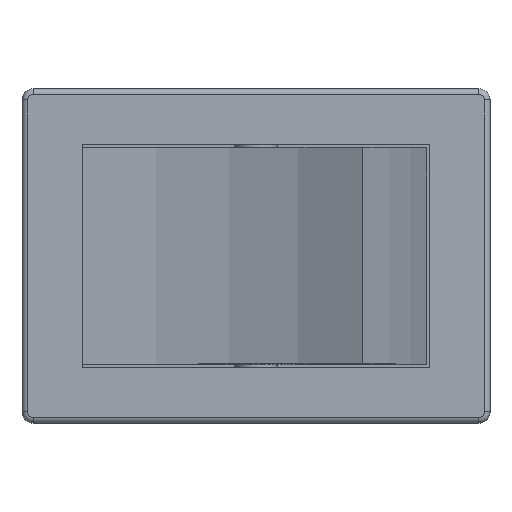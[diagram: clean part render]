
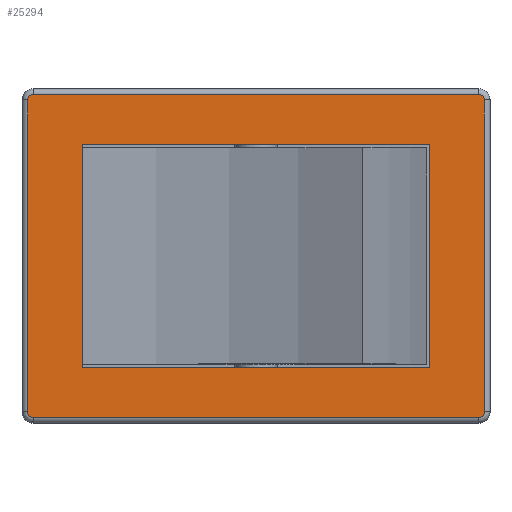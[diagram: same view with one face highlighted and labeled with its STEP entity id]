
A CAD part, top view. The second image highlights one B-rep face of the part: STEP entity #25294.
In plain terms, the highlighted planar face has unit normal (0, 0, 1).
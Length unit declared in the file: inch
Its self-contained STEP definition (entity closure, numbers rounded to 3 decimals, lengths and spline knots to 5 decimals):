
#24749=CARTESIAN_POINT('',(-0.30709,-0.19685,0.49606));
#24750=VERTEX_POINT('',#24749);
#24757=CARTESIAN_POINT('',(0.30709,-0.19685,0.49606));
#24758=VERTEX_POINT('',#24757);
#24759=CARTESIAN_POINT('',(0.30709,-0.19685,0.49606));
#24760=DIRECTION('',(-1.0,0.0,0.0));
#24761=VECTOR('',#24760,0.61417);
#24762=LINE('',#24759,#24761);
#24763=EDGE_CURVE('',#24758,#24750,#24762,.T.);
#24792=CARTESIAN_POINT('',(0.30709,0.19685,0.49606));
#24793=VERTEX_POINT('',#24792);
#24800=CARTESIAN_POINT('',(-0.30709,0.19685,0.49606));
#24801=VERTEX_POINT('',#24800);
#24802=CARTESIAN_POINT('',(-0.30709,0.19685,0.49606));
#24803=DIRECTION('',(1.0,0.0,0.0));
#24804=VECTOR('',#24803,0.61417);
#24805=LINE('',#24802,#24804);
#24806=EDGE_CURVE('',#24801,#24793,#24805,.T.);
#24832=CARTESIAN_POINT('',(0.30709,0.19685,0.49606));
#24833=DIRECTION('',(0.0,-1.0,0.0));
#24834=VECTOR('',#24833,0.3937);
#24835=LINE('',#24832,#24834);
#24836=EDGE_CURVE('',#24793,#24758,#24835,.T.);
#24866=CARTESIAN_POINT('',(-0.30709,-0.19685,0.49606));
#24867=DIRECTION('',(0.0,1.0,0.0));
#24868=VECTOR('',#24867,0.3937);
#24869=LINE('',#24866,#24868);
#24870=EDGE_CURVE('',#24750,#24801,#24869,.T.);
#24883=CARTESIAN_POINT('',(-0.3937,0.28543,0.49606));
#24884=VERTEX_POINT('',#24883);
#24892=CARTESIAN_POINT('',(0.3937,0.28543,0.49606));
#24893=VERTEX_POINT('',#24892);
#24894=CARTESIAN_POINT('',(-0.3937,0.28543,0.49606));
#24895=DIRECTION('',(1.0,0.0,0.0));
#24896=VECTOR('',#24895,0.7874);
#24897=LINE('',#24894,#24896);
#24898=EDGE_CURVE('',#24884,#24893,#24897,.T.);
#24937=CARTESIAN_POINT('',(-0.40354,0.27559,0.49606));
#24938=VERTEX_POINT('',#24937);
#24946=CARTESIAN_POINT('',(-0.3937,0.27559,0.49606));
#24947=DIRECTION('',(0.0,0.0,-1.0));
#24948=DIRECTION('',(-0.707,0.707,0.0));
#24949=AXIS2_PLACEMENT_3D('',#24946,#24947,#24948);
#24950=CIRCLE('',#24949,0.00984);
#24951=EDGE_CURVE('',#24938,#24884,#24950,.T.);
#24987=CARTESIAN_POINT('',(0.40354,0.27559,0.49606));
#24988=VERTEX_POINT('',#24987);
#25006=CARTESIAN_POINT('',(0.3937,0.27559,0.49606));
#25007=DIRECTION('',(0.0,0.0,-1.0));
#25008=DIRECTION('',(0.707,0.707,0.0));
#25009=AXIS2_PLACEMENT_3D('',#25006,#25007,#25008);
#25010=CIRCLE('',#25009,0.00984);
#25011=EDGE_CURVE('',#24893,#24988,#25010,.T.);
#25023=CARTESIAN_POINT('',(-0.40354,-0.27559,0.49606));
#25024=VERTEX_POINT('',#25023);
#25032=CARTESIAN_POINT('',(-0.40354,-0.27559,0.49606));
#25033=DIRECTION('',(0.0,1.0,0.0));
#25034=VECTOR('',#25033,0.55118);
#25035=LINE('',#25032,#25034);
#25036=EDGE_CURVE('',#25024,#24938,#25035,.T.);
#25053=CARTESIAN_POINT('',(0.40354,-0.27559,0.49606));
#25054=VERTEX_POINT('',#25053);
#25071=CARTESIAN_POINT('',(0.40354,0.27559,0.49606));
#25072=DIRECTION('',(0.0,-1.0,0.0));
#25073=VECTOR('',#25072,0.55118);
#25074=LINE('',#25071,#25073);
#25075=EDGE_CURVE('',#24988,#25054,#25074,.T.);
#25099=CARTESIAN_POINT('',(-0.3937,-0.28543,0.49606));
#25100=VERTEX_POINT('',#25099);
#25108=CARTESIAN_POINT('',(-0.3937,-0.27559,0.49606));
#25109=DIRECTION('',(0.0,0.0,-1.0));
#25110=DIRECTION('',(-0.707,-0.707,0.0));
#25111=AXIS2_PLACEMENT_3D('',#25108,#25109,#25110);
#25112=CIRCLE('',#25111,0.00984);
#25113=EDGE_CURVE('',#25100,#25024,#25112,.T.);
#25149=CARTESIAN_POINT('',(0.3937,-0.28543,0.49606));
#25150=VERTEX_POINT('',#25149);
#25168=CARTESIAN_POINT('',(0.3937,-0.27559,0.49606));
#25169=DIRECTION('',(0.0,0.0,-1.0));
#25170=DIRECTION('',(0.707,-0.707,0.0));
#25171=AXIS2_PLACEMENT_3D('',#25168,#25169,#25170);
#25172=CIRCLE('',#25171,0.00984);
#25173=EDGE_CURVE('',#25054,#25150,#25172,.T.);
#25191=CARTESIAN_POINT('',(0.3937,-0.28543,0.49606));
#25192=DIRECTION('',(-1.0,0.0,0.0));
#25193=VECTOR('',#25192,0.7874);
#25194=LINE('',#25191,#25193);
#25195=EDGE_CURVE('',#25150,#25100,#25194,.T.);
#25273=CARTESIAN_POINT('',(-0.4439,-0.31398,0.49606));
#25274=DIRECTION('',(0.0,0.0,1.0));
#25275=DIRECTION('',(1.0,0.0,0.0));
#25276=AXIS2_PLACEMENT_3D('',#25273,#25274,#25275);
#25277=PLANE('',#25276);
#25278=ORIENTED_EDGE('',*,*,#24898,.F.);
#25279=ORIENTED_EDGE('',*,*,#24951,.F.);
#25280=ORIENTED_EDGE('',*,*,#25036,.F.);
#25281=ORIENTED_EDGE('',*,*,#25113,.F.);
#25282=ORIENTED_EDGE('',*,*,#25195,.F.);
#25283=ORIENTED_EDGE('',*,*,#25173,.F.);
#25284=ORIENTED_EDGE('',*,*,#25075,.F.);
#25285=ORIENTED_EDGE('',*,*,#25011,.F.);
#25286=EDGE_LOOP('',(#25278,#25279,#25280,#25281,#25282,#25283,#25284,#25285));
#25287=FACE_OUTER_BOUND('',#25286,.T.);
#25288=ORIENTED_EDGE('',*,*,#24806,.T.);
#25289=ORIENTED_EDGE('',*,*,#24836,.T.);
#25290=ORIENTED_EDGE('',*,*,#24763,.T.);
#25291=ORIENTED_EDGE('',*,*,#24870,.T.);
#25292=EDGE_LOOP('',(#25288,#25289,#25290,#25291));
#25293=FACE_BOUND('',#25292,.T.);
#25294=ADVANCED_FACE('',(#25287,#25293),#25277,.T.);
